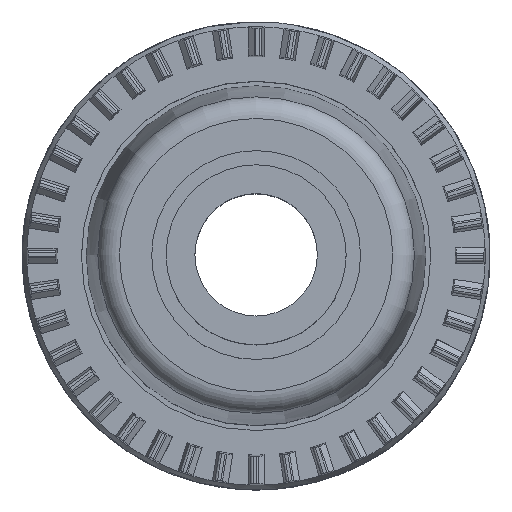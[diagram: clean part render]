
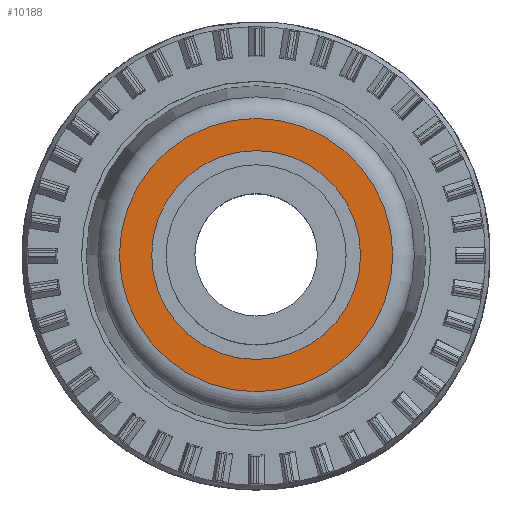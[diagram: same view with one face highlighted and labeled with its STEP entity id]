
A CAD part, top view. The second image highlights one B-rep face of the part: STEP entity #10188.
In plain terms, the highlighted face is planar.
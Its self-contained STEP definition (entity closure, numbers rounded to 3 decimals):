
#2012=PLANE('',#10808);
#2455=FACE_BOUND('',#3102,.T.);
#2487=FACE_OUTER_BOUND('',#3101,.T.);
#3101=EDGE_LOOP('',(#6860));
#3102=EDGE_LOOP('',(#6861));
#3740=CIRCLE('',#10807,18.978);
#3741=CIRCLE('',#10809,14.5);
#4129=VERTEX_POINT('',#15148);
#4130=VERTEX_POINT('',#15151);
#5204=EDGE_CURVE('',#4129,#4129,#3740,.T.);
#5205=EDGE_CURVE('',#4130,#4130,#3741,.T.);
#6860=ORIENTED_EDGE('',*,*,#5204,.F.);
#6861=ORIENTED_EDGE('',*,*,#5205,.T.);
#10188=ADVANCED_FACE('',(#2487,#2455),#2012,.F.);
#10807=AXIS2_PLACEMENT_3D('',#15149,#12073,#12074);
#10808=AXIS2_PLACEMENT_3D('',#15150,#12075,#12076);
#10809=AXIS2_PLACEMENT_3D('',#15152,#12077,#12078);
#12073=DIRECTION('center_axis',(0.,0.,1.));
#12074=DIRECTION('ref_axis',(-1.,0.,0.));
#12075=DIRECTION('center_axis',(0.,0.,1.));
#12076=DIRECTION('ref_axis',(1.,0.,0.));
#12077=DIRECTION('center_axis',(0.,0.,1.));
#12078=DIRECTION('ref_axis',(-1.,0.,0.));
#15148=CARTESIAN_POINT('',(18.978,0.,22.));
#15149=CARTESIAN_POINT('Origin',(0.,0.,22.));
#15150=CARTESIAN_POINT('Origin',(0.,0.,
22.));
#15151=CARTESIAN_POINT('',(14.5,0.,22.));
#15152=CARTESIAN_POINT('Origin',(0.,0.,22.));
